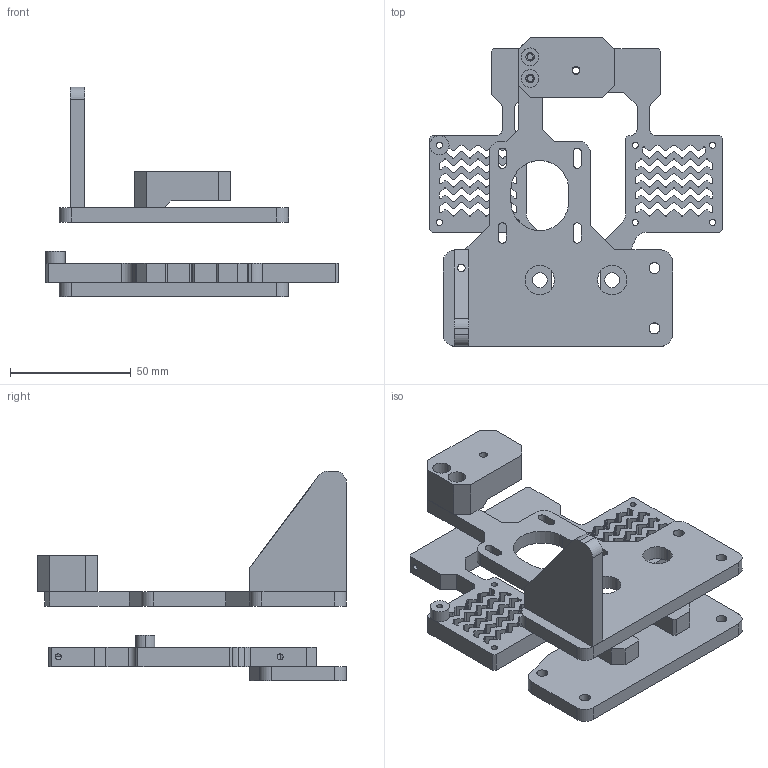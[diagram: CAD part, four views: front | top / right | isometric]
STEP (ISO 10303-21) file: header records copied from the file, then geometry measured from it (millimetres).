
FILE_DESCRIPTION (( 'STEP AP203' ), '1' );
FILE_NAME ('Klem v2.STEP', '2021-07-18T09:48:26', ( '' ), ( '' ), 'SwSTEP 2.0', 'SolidWorks 2020', '' );
FILE_SCHEMA (( 'CONFIG_CONTROL_DESIGN' ));
Length unit declared in the file: millimetre
Products named in the file (1): Klem v2
Bounding box: 121.2 x 128 x 87 mm (x, y, z)
Volume: 105922.8 mm3; surface area: 56544.4 mm2
Topology: 8 solids, 8 shells, 703 faces, 2051 edges, 1358 vertices
Faces by surface type: plane 349, cylinder 342, cone 12
Entity records: 23870 total; most frequent: CARTESIAN_POINT 4375, DIRECTION 4119, ORIENTED_EDGE 4086, EDGE_CURVE 2043, AXIS2_PLACEMENT_3D 1386, VERTEX_POINT 1358, VECTOR 1347, LINE 1347
